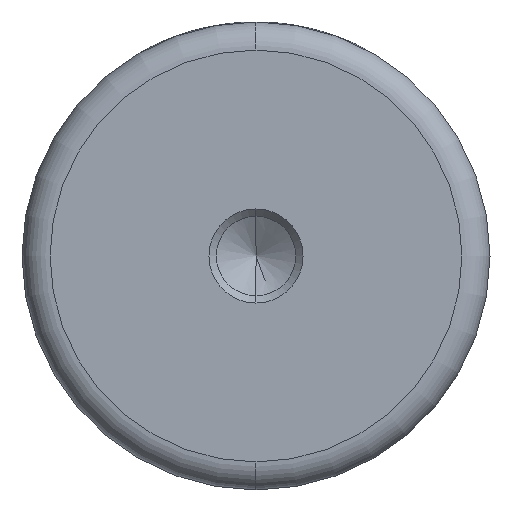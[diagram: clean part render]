
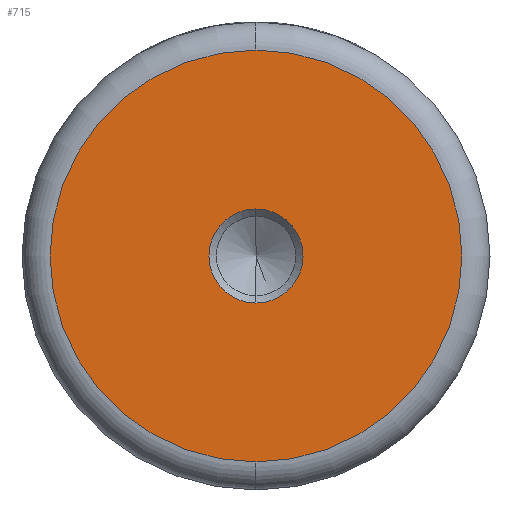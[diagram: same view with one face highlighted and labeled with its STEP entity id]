
A CAD part, left-side view. The second image highlights one B-rep face of the part: STEP entity #715.
In plain terms, the highlighted planar face has unit normal (-1, 0, 0).
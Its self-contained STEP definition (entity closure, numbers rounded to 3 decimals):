
#21 = ORIENTED_EDGE ( 'NONE', *, *, #1239, .T. ) ;
#71 = ORIENTED_EDGE ( 'NONE', *, *, #1005, .T. ) ;
#86 = ORIENTED_EDGE ( 'NONE', *, *, #1328, .F. ) ;
#217 = FACE_BOUND ( 'NONE', #516, .T. ) ;
#296 = CARTESIAN_POINT ( 'NONE',  ( 0., 0., 0. ) ) ;
#314 = CARTESIAN_POINT ( 'NONE',  ( 0., 0., -5.025 ) ) ;
#328 = AXIS2_PLACEMENT_3D ( 'NONE', #296, #1089, #413 ) ;
#383 = CARTESIAN_POINT ( 'NONE',  ( 0., 0., 0. ) ) ;
#413 = DIRECTION ( 'NONE',  ( 0., 0., 1. ) ) ;
#504 = DIRECTION ( 'NONE',  ( 0., 0., 1. ) ) ;
#516 = EDGE_LOOP ( 'NONE', ( #86, #1205 ) ) ;
#537 = CARTESIAN_POINT ( 'NONE',  ( 0., 0., 0. ) ) ;
#546 = CARTESIAN_POINT ( 'NONE',  ( 0., 0., 22. ) ) ;
#560 = DIRECTION ( 'NONE',  ( 0., 0., 1. ) ) ;
#562 = AXIS2_PLACEMENT_3D ( 'NONE', #537, #1324, #645 ) ;
#645 = DIRECTION ( 'NONE',  ( 0., 0., 1. ) ) ;
#665 = DIRECTION ( 'NONE',  ( -1., 0., 0. ) ) ;
#689 = CARTESIAN_POINT ( 'NONE',  ( 0., 0., 5.025 ) ) ;
#715 = ADVANCED_FACE ( 'NONE', ( #217, #825 ), #885, .T. ) ;
#825 = FACE_OUTER_BOUND ( 'NONE', #946, .T. ) ;
#837 = VERTEX_POINT ( 'NONE', #689 ) ;
#885 = PLANE ( 'NONE',  #1297 ) ;
#907 = VERTEX_POINT ( 'NONE', #314 ) ;
#946 = EDGE_LOOP ( 'NONE', ( #71, #21 ) ) ;
#1001 = AXIS2_PLACEMENT_3D ( 'NONE', #1348, #665, #1468 ) ;
#1005 = EDGE_CURVE ( 'NONE', #1439, #1441, #1200, .T. ) ;
#1024 = CIRCLE ( 'NONE', #562, 5.025 ) ;
#1089 = DIRECTION ( 'NONE',  ( -1., 0., 0. ) ) ;
#1121 = CARTESIAN_POINT ( 'NONE',  ( 0., 0., 0. ) ) ;
#1130 = CIRCLE ( 'NONE', #1356, 22. ) ;
#1184 = DIRECTION ( 'NONE',  ( -1., 0., 0. ) ) ;
#1200 = CIRCLE ( 'NONE', #1001, 22. ) ;
#1205 = ORIENTED_EDGE ( 'NONE', *, *, #1358, .F. ) ;
#1239 = EDGE_CURVE ( 'NONE', #1441, #1439, #1130, .T. ) ;
#1240 = DIRECTION ( 'NONE',  ( -1., 0., 0. ) ) ;
#1283 = CARTESIAN_POINT ( 'NONE',  ( 0., 0., -22. ) ) ;
#1297 = AXIS2_PLACEMENT_3D ( 'NONE', #1121, #1240, #560 ) ;
#1324 = DIRECTION ( 'NONE',  ( -1., 0., 0. ) ) ;
#1328 = EDGE_CURVE ( 'NONE', #837, #907, #1364, .T. ) ;
#1348 = CARTESIAN_POINT ( 'NONE',  ( 0., 0., 0. ) ) ;
#1356 = AXIS2_PLACEMENT_3D ( 'NONE', #383, #1184, #504 ) ;
#1358 = EDGE_CURVE ( 'NONE', #907, #837, #1024, .T. ) ;
#1364 = CIRCLE ( 'NONE', #328, 5.025 ) ;
#1439 = VERTEX_POINT ( 'NONE', #546 ) ;
#1441 = VERTEX_POINT ( 'NONE', #1283 ) ;
#1468 = DIRECTION ( 'NONE',  ( 0., 0., 1. ) ) ;
